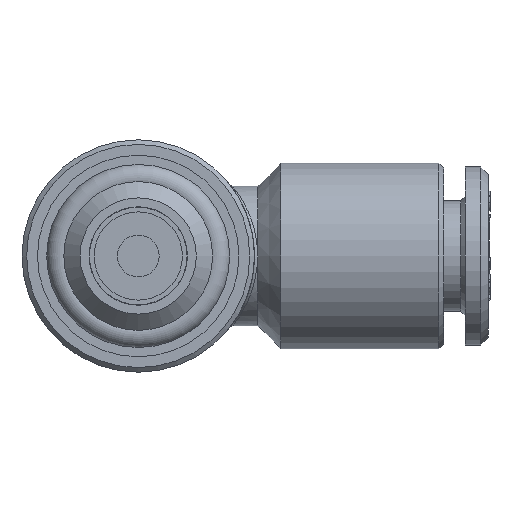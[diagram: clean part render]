
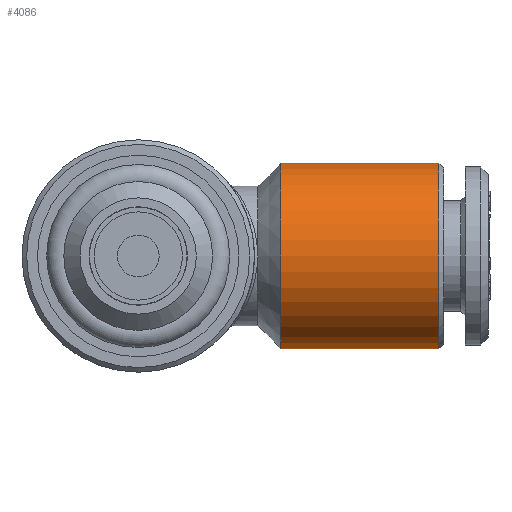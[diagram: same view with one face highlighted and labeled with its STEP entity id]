
A CAD part, front view. The second image highlights one B-rep face of the part: STEP entity #4086.
In plain terms, the highlighted cylindrical face has radius 6 mm (diameter 12 mm), a full revolution.
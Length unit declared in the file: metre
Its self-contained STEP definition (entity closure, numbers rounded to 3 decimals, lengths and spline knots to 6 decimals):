
#648=CYLINDRICAL_SURFACE('',#4283,0.006);
#701=ORIENTED_EDGE('',*,*,#1493,.T.);
#702=ORIENTED_EDGE('',*,*,#1494,.F.);
#1493=EDGE_CURVE('',#1889,#1889,#2140,.T.);
#1494=EDGE_CURVE('',#1890,#1890,#2141,.T.);
#1889=VERTEX_POINT('',#5493);
#1890=VERTEX_POINT('',#5495);
#2140=CIRCLE('',#4284,0.006);
#2141=CIRCLE('',#4285,0.006);
#2210=EDGE_LOOP('',(#701));
#2211=EDGE_LOOP('',(#702));
#2456=FACE_BOUND('',#2210,.T.);
#2457=FACE_BOUND('',#2211,.T.);
#4086=ADVANCED_FACE('',(#2456,#2457),#648,.T.);
#4283=AXIS2_PLACEMENT_3D('',#5491,#4521,#4522);
#4284=AXIS2_PLACEMENT_3D('',#5492,#4523,#4524);
#4285=AXIS2_PLACEMENT_3D('',#5494,#4525,#4526);
#4521=DIRECTION('',(1.,0.,0.));
#4522=DIRECTION('',(0.,0.,1.));
#4523=DIRECTION('',(-1.,0.,0.));
#4524=DIRECTION('',(0.,0.,1.));
#4525=DIRECTION('',(-1.,0.,0.));
#4526=DIRECTION('',(0.,0.,1.));
#5491=CARTESIAN_POINT('',(-0.005577,0.0154,0.));
#5492=CARTESIAN_POINT('',(0.0194,0.0154,0.));
#5493=CARTESIAN_POINT('',(0.0194,0.0154,0.006));
#5494=CARTESIAN_POINT('',(0.0092,0.0154,0.));
#5495=CARTESIAN_POINT('',(0.0092,0.0154,0.006));
